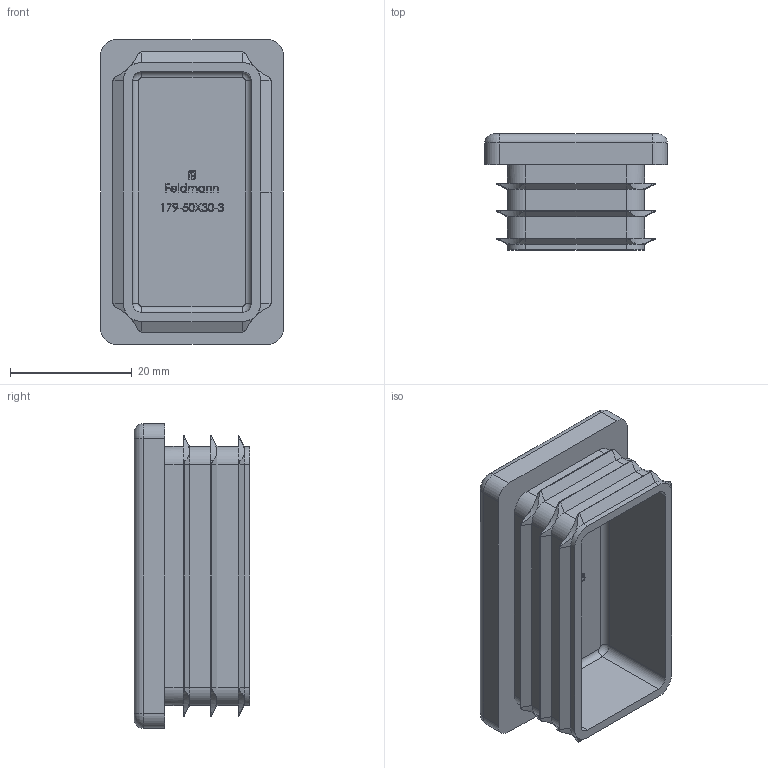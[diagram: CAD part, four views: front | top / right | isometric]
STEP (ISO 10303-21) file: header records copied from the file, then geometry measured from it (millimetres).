
FILE_DESCRIPTION (( 'STEP AP203' ), '1' );
FILE_NAME ('179-50X30-3.step', '2021-01-25T13:14:25', ( '' ), ( '' ), 'SwSTEP 2.0', 'SolidWorks 2018', '' );
FILE_SCHEMA (( 'CONFIG_CONTROL_DESIGN' ));
Length unit declared in the file: millimetre
Products named in the file (2): 179-50X30-3
Bounding box: 30 x 19 x 50 mm (x, y, z)
Volume: 10272.9 mm3; surface area: 7955.8 mm2
Topology: 1 solids, 1 shells, 523 faces, 1361 edges, 868 vertices
Faces by surface type: plane 229, bspline 131, cylinder 83, torus 56, cone 24
Entity records: 23099 total; most frequent: CARTESIAN_POINT 11149, ORIENTED_EDGE 2722, DIRECTION 1986, EDGE_CURVE 1361, VERTEX_POINT 868, VECTOR 712, LINE 712, AXIS2_PLACEMENT_3D 637
